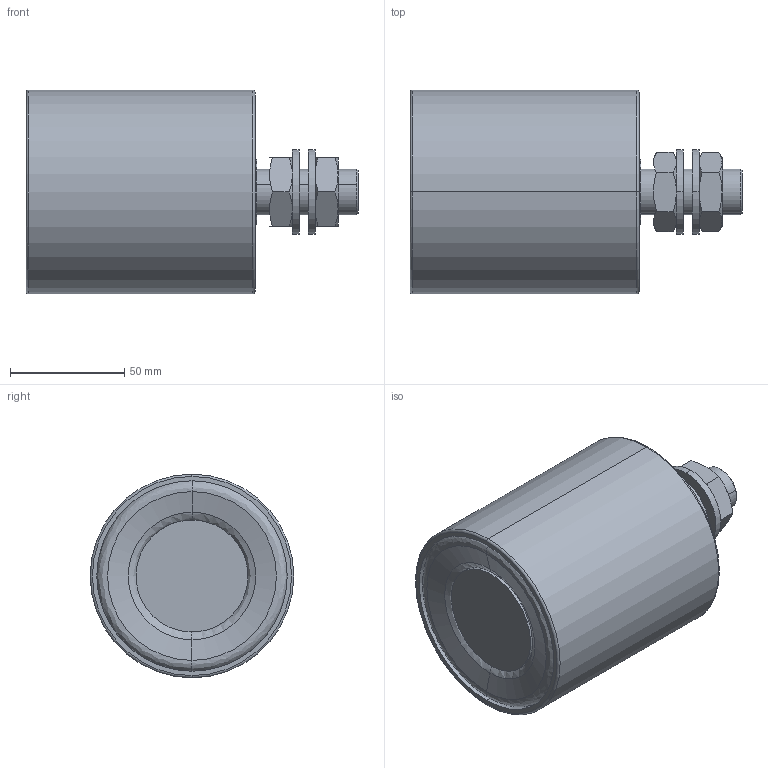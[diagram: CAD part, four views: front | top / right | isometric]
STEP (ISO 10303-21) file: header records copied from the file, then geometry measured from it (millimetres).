
FILE_DESCRIPTION (( 'STEP AP214' ), '1' );
FILE_NAME ('0015497.step', '2023-02-02T10:09:14', ( '' ), ( '' ), 'SwSTEP 2.0', 'SolidWorks 2020', '' );
FILE_SCHEMA (( 'AUTOMOTIVE_DESIGN' ));
Length unit declared in the file: millimetre
Products named in the file (1): 0015497
Bounding box: 145.09 x 89 x 89 mm (x, y, z)
Surface area: 80982.2 mm2 (no closed solid volume)
Topology: 0 solids, 11 shells, 82 faces, 192 edges, 120 vertices
Faces by surface type: cone 26, plane 22, cylinder 16, bspline 14, torus 4
Entity records: 3625 total; most frequent: CARTESIAN_POINT 915, DIRECTION 392, ORIENTED_EDGE 334, EDGE_CURVE 192, AXIS2_PLACEMENT_3D 177, VERTEX_POINT 120, CIRCLE 108, EDGE_LOOP 90
